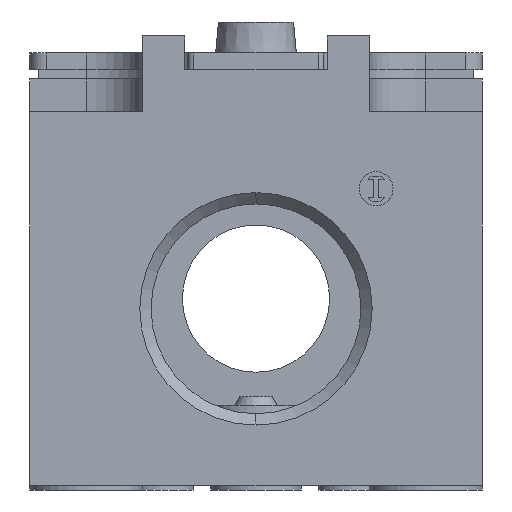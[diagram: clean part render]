
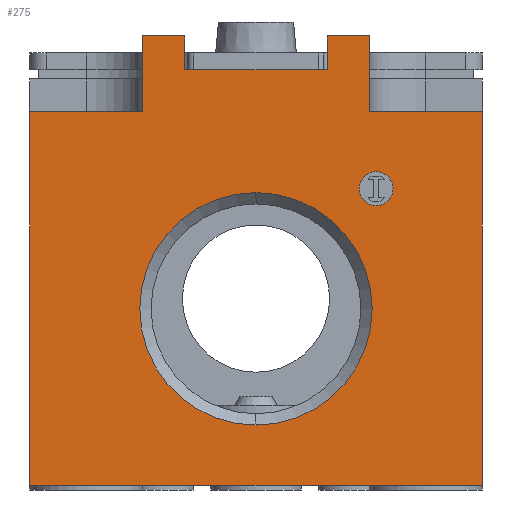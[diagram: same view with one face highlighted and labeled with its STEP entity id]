
A CAD part, front view. The second image highlights one B-rep face of the part: STEP entity #275.
In plain terms, the highlighted planar face has unit normal (0, -1, 0).
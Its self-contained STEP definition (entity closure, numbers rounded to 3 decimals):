
#275=ADVANCED_FACE('',(#925,#926,#927),#928,.T.);
#925=FACE_OUTER_BOUND('',#3112,.T.);
#926=FACE_BOUND('',#3113,.T.);
#927=FACE_BOUND('',#3114,.T.);
#928=PLANE('',#3115);
#3112=EDGE_LOOP('',(#5258,#5259,#5260,#5261,#5262,#5263,#5264,#5265,#5266,#5267,#5268,#5269));
#3113=EDGE_LOOP('',(#5270,#5271));
#3114=EDGE_LOOP('',(#5272,#5273));
#3115=AXIS2_PLACEMENT_3D('',#5274,#5275,#5276);
#5258=ORIENTED_EDGE('',*,*,#7940,.T.);
#5259=ORIENTED_EDGE('',*,*,#7826,.F.);
#5260=ORIENTED_EDGE('',*,*,#7941,.F.);
#5261=ORIENTED_EDGE('',*,*,#7942,.T.);
#5262=ORIENTED_EDGE('',*,*,#7943,.F.);
#5263=ORIENTED_EDGE('',*,*,#7944,.T.);
#5264=ORIENTED_EDGE('',*,*,#7945,.T.);
#5265=ORIENTED_EDGE('',*,*,#7890,.T.);
#5266=ORIENTED_EDGE('',*,*,#7939,.F.);
#5267=ORIENTED_EDGE('',*,*,#7937,.T.);
#5268=ORIENTED_EDGE('',*,*,#7946,.F.);
#5269=ORIENTED_EDGE('',*,*,#7947,.T.);
#5270=ORIENTED_EDGE('',*,*,#7732,.T.);
#5271=ORIENTED_EDGE('',*,*,#7948,.T.);
#5272=ORIENTED_EDGE('',*,*,#7949,.T.);
#5273=ORIENTED_EDGE('',*,*,#7712,.T.);
#5274=CARTESIAN_POINT('',(-20.0,-76.5,-1.7));
#5275=DIRECTION('',(0.0,-1.0,0.0));
#5276=DIRECTION('',(0.0,0.0,-1.0));
#7712=EDGE_CURVE('',#9121,#9118,#9122,.T.);
#7732=EDGE_CURVE('',#9161,#9158,#9162,.T.);
#7826=EDGE_CURVE('',#9339,#9341,#9342,.T.);
#7890=EDGE_CURVE('',#9444,#9442,#9445,.T.);
#7937=EDGE_CURVE('',#9535,#9533,#9536,.T.);
#7939=EDGE_CURVE('',#9535,#9442,#9538,.T.);
#7940=EDGE_CURVE('',#9539,#9341,#9540,.T.);
#7941=EDGE_CURVE('',#9541,#9339,#9542,.T.);
#7942=EDGE_CURVE('',#9541,#9543,#9544,.T.);
#7943=EDGE_CURVE('',#9545,#9543,#9546,.T.);
#7944=EDGE_CURVE('',#9545,#9547,#9548,.T.);
#7945=EDGE_CURVE('',#9547,#9444,#9549,.T.);
#7946=EDGE_CURVE('',#9550,#9533,#9551,.T.);
#7947=EDGE_CURVE('',#9550,#9539,#9552,.T.);
#7948=EDGE_CURVE('',#9158,#9161,#9553,.T.);
#7949=EDGE_CURVE('',#9118,#9121,#9554,.T.);
#9118=VERTEX_POINT('',#11940);
#9121=VERTEX_POINT('',#11944);
#9122=CIRCLE('',#11945,1.5);
#9158=VERTEX_POINT('',#11990);
#9161=VERTEX_POINT('',#11994);
#9162=CIRCLE('',#11995,10.265);
#9339=VERTEX_POINT('',#12263);
#9341=VERTEX_POINT('',#12266);
#9342=LINE('',#12267,#12268);
#9442=VERTEX_POINT('',#12417);
#9444=VERTEX_POINT('',#12420);
#9445=LINE('',#12421,#12422);
#9533=VERTEX_POINT('',#12547);
#9535=VERTEX_POINT('',#12550);
#9536=LINE('',#12551,#12552);
#9538=LINE('',#12555,#12556);
#9539=VERTEX_POINT('',#12557);
#9540=LINE('',#12558,#12559);
#9541=VERTEX_POINT('',#12560);
#9542=LINE('',#12561,#12562);
#9543=VERTEX_POINT('',#12563);
#9544=LINE('',#12564,#12565);
#9545=VERTEX_POINT('',#12566);
#9546=LINE('',#12567,#12568);
#9547=VERTEX_POINT('',#12569);
#9548=LINE('',#12570,#12571);
#9549=LINE('',#12572,#12573);
#9550=VERTEX_POINT('',#12574);
#9551=LINE('',#12575,#12576);
#9552=LINE('',#12577,#12578);
#9553=CIRCLE('',#12579,10.265);
#9554=CIRCLE('',#12580,1.5);
#11940=CARTESIAN_POINT('',(12.107,-76.5,24.507));
#11944=CARTESIAN_POINT('',(9.107,-76.5,24.507));
#11945=AXIS2_PLACEMENT_3D('',#14330,#14331,#14332);
#11990=CARTESIAN_POINT('',(0.,-76.5,24.165));
#11994=CARTESIAN_POINT('',(0.0,-76.5,3.635));
#11995=AXIS2_PLACEMENT_3D('',#14370,#14371,#14372);
#12263=CARTESIAN_POINT('',(20.0,-76.5,-1.7));
#12266=CARTESIAN_POINT('',(-20.0,-76.5,-1.7));
#12267=CARTESIAN_POINT('',(20.0,-76.5,-1.7));
#12268=VECTOR('',#14544,40.0);
#12417=CARTESIAN_POINT('',(-6.275,-76.5,35.0));
#12420=CARTESIAN_POINT('',(6.275,-76.5,35.0));
#12421=CARTESIAN_POINT('',(6.275,-76.5,35.0));
#12422=VECTOR('',#14634,12.55);
#12547=CARTESIAN_POINT('',(-10.0,-76.5,38.0));
#12550=CARTESIAN_POINT('',(-6.275,-76.5,38.0));
#12551=CARTESIAN_POINT('',(-6.275,-76.5,38.0));
#12552=VECTOR('',#14697,3.725);
#12555=CARTESIAN_POINT('',(-6.275,-76.5,38.0));
#12556=VECTOR('',#14699,3.0);
#12557=CARTESIAN_POINT('',(-20.0,-76.5,31.3));
#12558=CARTESIAN_POINT('',(-20.0,-76.5,31.3));
#12559=VECTOR('',#14700,33.0);
#12560=CARTESIAN_POINT('',(20.0,-76.5,31.3));
#12561=CARTESIAN_POINT('',(20.0,-76.5,31.3));
#12562=VECTOR('',#14701,33.0);
#12563=CARTESIAN_POINT('',(10.0,-76.5,31.3));
#12564=CARTESIAN_POINT('',(20.0,-76.5,31.3));
#12565=VECTOR('',#14702,10.0);
#12566=CARTESIAN_POINT('',(10.0,-76.5,38.0));
#12567=CARTESIAN_POINT('',(10.0,-76.5,38.0));
#12568=VECTOR('',#14703,6.7);
#12569=CARTESIAN_POINT('',(6.275,-76.5,38.0));
#12570=CARTESIAN_POINT('',(10.0,-76.5,38.0));
#12571=VECTOR('',#14704,3.725);
#12572=CARTESIAN_POINT('',(6.275,-76.5,38.0));
#12573=VECTOR('',#14705,3.0);
#12574=CARTESIAN_POINT('',(-10.0,-76.5,31.3));
#12575=CARTESIAN_POINT('',(-10.0,-76.5,31.3));
#12576=VECTOR('',#14706,6.7);
#12577=CARTESIAN_POINT('',(-10.0,-76.5,31.3));
#12578=VECTOR('',#14707,10.0);
#12579=AXIS2_PLACEMENT_3D('',#14708,#14709,#14710);
#12580=AXIS2_PLACEMENT_3D('',#14711,#14712,#14713);
#14330=CARTESIAN_POINT('',(10.607,-76.5,24.507));
#14331=DIRECTION('',(-0.0,1.0,0.0));
#14332=DIRECTION('',(1.0,0.0,0.0));
#14370=CARTESIAN_POINT('',(0.0,-76.5,13.9));
#14371=DIRECTION('',(0.0,1.0,0.0));
#14372=DIRECTION('',(0.0,0.0,-1.0));
#14544=DIRECTION('',(-1.0,0.0,0.0));
#14634=DIRECTION('',(-1.0,0.0,0.0));
#14697=DIRECTION('',(-1.0,0.0,0.0));
#14699=DIRECTION('',(0.0,0.0,-1.0));
#14700=DIRECTION('',(0.0,0.0,-1.0));
#14701=DIRECTION('',(0.0,0.0,-1.0));
#14702=DIRECTION('',(-1.0,0.0,0.0));
#14703=DIRECTION('',(0.0,0.0,-1.0));
#14704=DIRECTION('',(-1.0,0.0,0.0));
#14705=DIRECTION('',(0.0,0.0,-1.0));
#14706=DIRECTION('',(0.0,0.0,1.0));
#14707=DIRECTION('',(-1.0,0.0,0.0));
#14708=CARTESIAN_POINT('',(0.0,-76.5,13.9));
#14709=DIRECTION('',(0.0,1.0,0.0));
#14710=DIRECTION('',(0.0,0.0,-1.0));
#14711=CARTESIAN_POINT('',(10.607,-76.5,24.507));
#14712=DIRECTION('',(-0.0,1.0,0.0));
#14713=DIRECTION('',(1.0,0.0,0.0));
